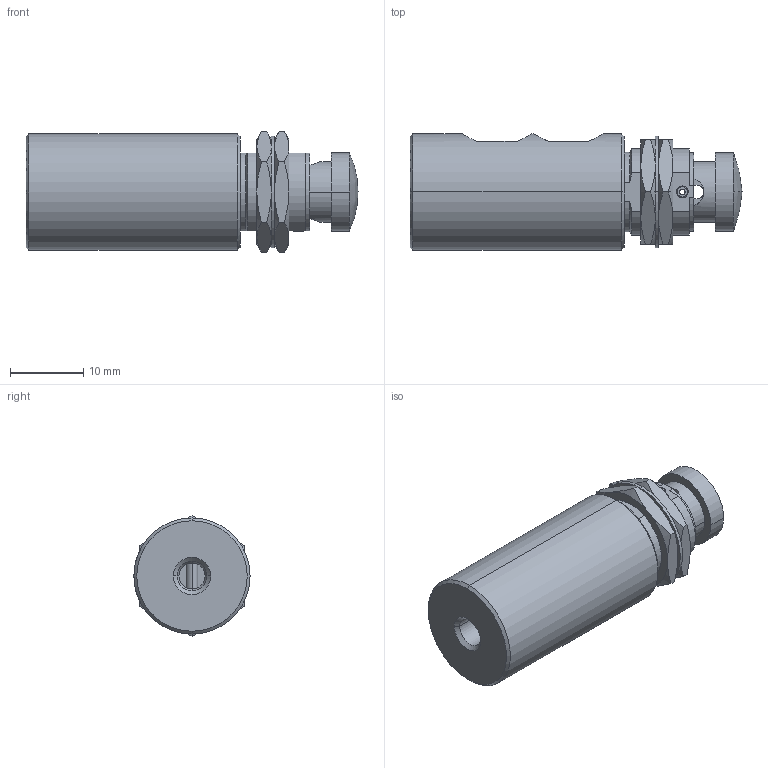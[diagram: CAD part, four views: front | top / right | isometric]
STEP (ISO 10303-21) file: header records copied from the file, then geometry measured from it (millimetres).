
FILE_DESCRIPTION (( 'STEP AP214' ), '1' );
FILE_NAME ('GVS-3C0F-PB-SS.step', '2018-10-25T18:25:47', ( '' ), ( '' ), 'SwSTEP 2.0', 'SolidWorks 2018', '' );
FILE_SCHEMA (( 'AUTOMOTIVE_DESIGN' ));
Length unit declared in the file: inch
Products named in the file (1): GVS-3C0F-PB-SS
Bounding box: 45.39 x 15.88 x 16.51 mm (x, y, z)
Volume: 6322.7 mm3; surface area: 4357.8 mm2
Topology: 6 solids, 6 shells, 274 faces, 694 edges, 437 vertices
Faces by surface type: cylinder 103, plane 98, cone 69, torus 2, sphere 2
Entity records: 12486 total; most frequent: CARTESIAN_POINT 2137, DIRECTION 1429, ORIENTED_EDGE 1388, EDGE_CURVE 694, AXIS2_PLACEMENT_3D 549, VERTEX_POINT 437, LINE 331, VECTOR 331
